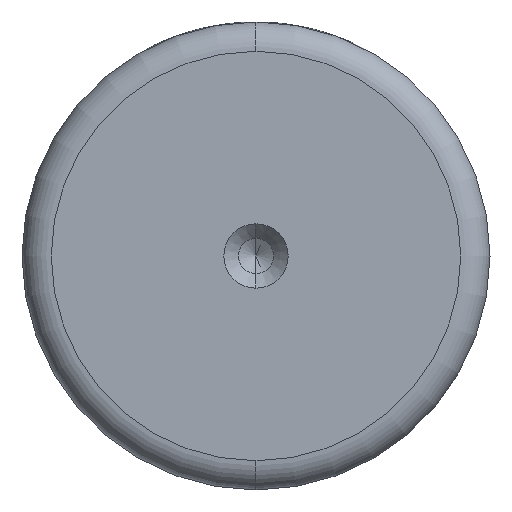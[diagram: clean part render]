
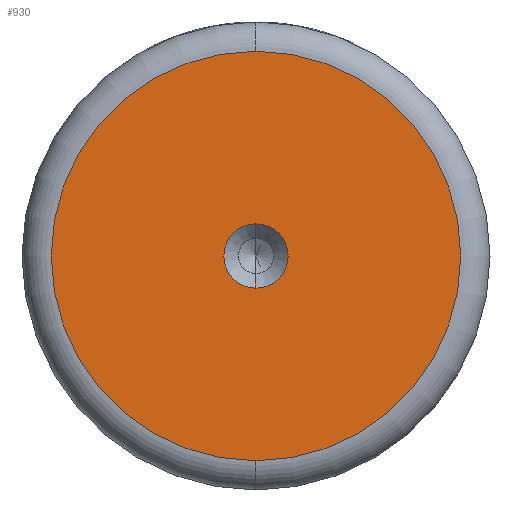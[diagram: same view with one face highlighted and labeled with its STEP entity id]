
A CAD part, left-side view. The second image highlights one B-rep face of the part: STEP entity #930.
In plain terms, the highlighted planar face has unit normal (-1, 0, 0).
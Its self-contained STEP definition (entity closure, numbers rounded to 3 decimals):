
#44 = CARTESIAN_POINT ( 'NONE',  ( 0., 0., 0. ) ) ;
#50 = CARTESIAN_POINT ( 'NONE',  ( 0., 0., 0. ) ) ;
#52 = DIRECTION ( 'NONE',  ( -1., 0., 0. ) ) ;
#118 = FACE_BOUND ( 'NONE', #575, .T. ) ;
#155 = CIRCLE ( 'NONE', #279, 21. ) ;
#174 = CARTESIAN_POINT ( 'NONE',  ( 0., 0., 21. ) ) ;
#175 = DIRECTION ( 'NONE',  ( 0., 0., 1. ) ) ;
#181 = DIRECTION ( 'NONE',  ( 0., 0., 1. ) ) ;
#197 = AXIS2_PLACEMENT_3D ( 'NONE', #44, #875, #175 ) ;
#198 = DIRECTION ( 'NONE',  ( -1., 0., 0. ) ) ;
#262 = EDGE_CURVE ( 'NONE', #1454, #1442, #914, .T. ) ;
#279 = AXIS2_PLACEMENT_3D ( 'NONE', #764, #52, #878 ) ;
#291 = EDGE_LOOP ( 'NONE', ( #1238, #470 ) ) ;
#311 = DIRECTION ( 'NONE',  ( 0., 0., 1. ) ) ;
#315 = ORIENTED_EDGE ( 'NONE', *, *, #1414, .F. ) ;
#441 = AXIS2_PLACEMENT_3D ( 'NONE', #50, #877, #181 ) ;
#457 = FACE_OUTER_BOUND ( 'NONE', #291, .T. ) ;
#470 = ORIENTED_EDGE ( 'NONE', *, *, #262, .T. ) ;
#488 = CARTESIAN_POINT ( 'NONE',  ( 0., 0., 3.3 ) ) ;
#525 = AXIS2_PLACEMENT_3D ( 'NONE', #1413, #990, #311 ) ;
#529 = CIRCLE ( 'NONE', #197, 3.3 ) ;
#575 = EDGE_LOOP ( 'NONE', ( #315, #1298 ) ) ;
#690 = VERTEX_POINT ( 'NONE', #488 ) ;
#764 = CARTESIAN_POINT ( 'NONE',  ( 0., 0., 0. ) ) ;
#787 = CARTESIAN_POINT ( 'NONE',  ( 0., 0., -21. ) ) ;
#864 = EDGE_CURVE ( 'NONE', #885, #690, #529, .T. ) ;
#875 = DIRECTION ( 'NONE',  ( -1., 0., 0. ) ) ;
#877 = DIRECTION ( 'NONE',  ( -1., 0., 0. ) ) ;
#878 = DIRECTION ( 'NONE',  ( 0., 0., 1. ) ) ;
#885 = VERTEX_POINT ( 'NONE', #962 ) ;
#895 = CARTESIAN_POINT ( 'NONE',  ( 0., 0., 0. ) ) ;
#914 = CIRCLE ( 'NONE', #979, 21. ) ;
#923 = EDGE_CURVE ( 'NONE', #1442, #1454, #155, .T. ) ;
#930 = ADVANCED_FACE ( 'NONE', ( #118, #457 ), #1200, .T. ) ;
#962 = CARTESIAN_POINT ( 'NONE',  ( 0., 0., -3.3 ) ) ;
#979 = AXIS2_PLACEMENT_3D ( 'NONE', #895, #198, #1004 ) ;
#990 = DIRECTION ( 'NONE',  ( -1., 0., 0. ) ) ;
#993 = CIRCLE ( 'NONE', #441, 3.3 ) ;
#1004 = DIRECTION ( 'NONE',  ( 0., 0., 1. ) ) ;
#1200 = PLANE ( 'NONE',  #525 ) ;
#1238 = ORIENTED_EDGE ( 'NONE', *, *, #923, .T. ) ;
#1298 = ORIENTED_EDGE ( 'NONE', *, *, #864, .F. ) ;
#1413 = CARTESIAN_POINT ( 'NONE',  ( 0., 0., 0. ) ) ;
#1414 = EDGE_CURVE ( 'NONE', #690, #885, #993, .T. ) ;
#1442 = VERTEX_POINT ( 'NONE', #174 ) ;
#1454 = VERTEX_POINT ( 'NONE', #787 ) ;
